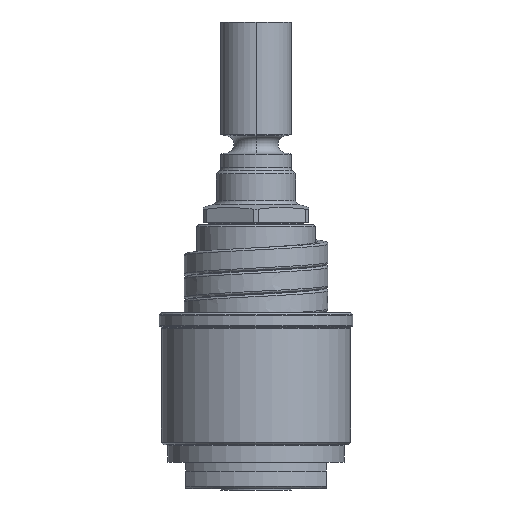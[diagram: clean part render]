
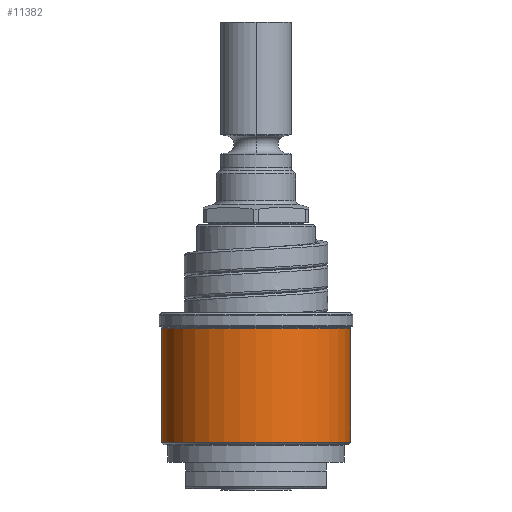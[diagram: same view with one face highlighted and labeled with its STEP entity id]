
A CAD part, front view. The second image highlights one B-rep face of the part: STEP entity #11382.
In plain terms, the highlighted cylindrical face has radius 21.5 mm (diameter 43 mm), a partial arc.
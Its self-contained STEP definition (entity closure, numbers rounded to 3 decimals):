
#3551=CARTESIAN_POINT('',(0.,0.,10.583));
#3552=DIRECTION('',(0.,0.,1.));
#3553=DIRECTION('',(-1.,0.,0.));
#3554=AXIS2_PLACEMENT_3D('',#3551,#3552,#3553);
#3556=DIRECTION('',(0.,0.,-1.));
#3557=VECTOR('',#3556,25.834);
#3558=CARTESIAN_POINT('',(-21.5,0.,36.417));
#3559=LINE('',#3558,#3557);
#3560=CARTESIAN_POINT('',(0.,0.,36.417));
#3561=DIRECTION('',(0.,0.,1.));
#3562=DIRECTION('',(-1.,0.,0.));
#3563=AXIS2_PLACEMENT_3D('',#3560,#3561,#3562);
#3565=DIRECTION('',(0.,0.,-1.));
#3566=VECTOR('',#3565,25.834);
#3567=CARTESIAN_POINT('',(21.5,0.,36.417));
#3568=LINE('',#3567,#3566);
#6041=CARTESIAN_POINT('',(21.5,0.,36.417));
#6042=CARTESIAN_POINT('',(-21.5,0.,36.417));
#6043=VERTEX_POINT('',#6041);
#6044=VERTEX_POINT('',#6042);
#6067=CARTESIAN_POINT('',(21.5,0.,10.583));
#6068=VERTEX_POINT('',#6067);
#6069=CARTESIAN_POINT('',(-21.5,0.,10.583));
#6070=VERTEX_POINT('',#6069);
#11370=CARTESIAN_POINT('',(0.,0.,8.5));
#11371=DIRECTION('',(0.,0.,1.));
#11372=DIRECTION('',(-1.,0.,0.));
#11373=AXIS2_PLACEMENT_3D('',#11370,#11371,#11372);
#11374=CYLINDRICAL_SURFACE('',#11373,21.5);
#11375=ORIENTED_EDGE('',*,*,#8817,.F.);
#11376=ORIENTED_EDGE('',*,*,#8798,.F.);
#11378=ORIENTED_EDGE('',*,*,#11377,.T.);
#11379=ORIENTED_EDGE('',*,*,#8794,.T.);
#11380=EDGE_LOOP('',(#11375,#11376,#11378,#11379));
#11381=FACE_OUTER_BOUND('',#11380,.F.);
#3555=CIRCLE('',#3554,21.5);
#3564=CIRCLE('',#3563,21.5);
#8794=EDGE_CURVE('',#6043,#6068,#3568,.T.);
#8798=EDGE_CURVE('',#6044,#6070,#3559,.T.);
#8817=EDGE_CURVE('',#6070,#6068,#3555,.T.);
#11377=EDGE_CURVE('',#6044,#6043,#3564,.T.);
#11382=ADVANCED_FACE('',(#11381),#11374,.T.);
